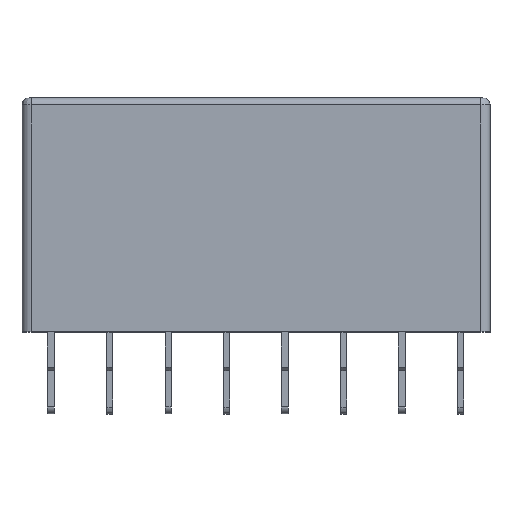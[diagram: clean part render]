
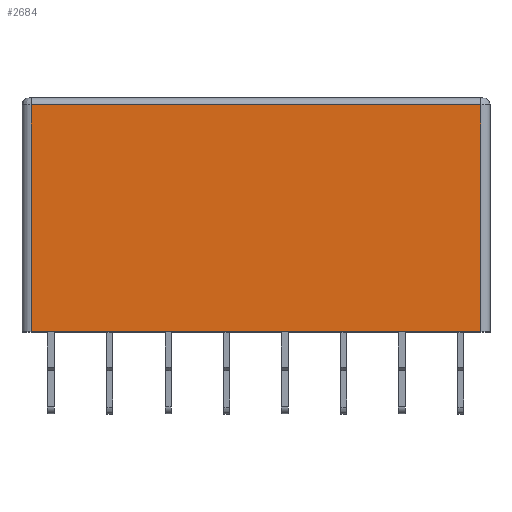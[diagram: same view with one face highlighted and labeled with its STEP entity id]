
A CAD part, top view. The second image highlights one B-rep face of the part: STEP entity #2684.
In plain terms, the highlighted planar face has unit normal (0, 0, 1).
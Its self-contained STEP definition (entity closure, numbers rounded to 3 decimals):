
#922=DIRECTION('',(-1.,0.,0.));
#923=VECTOR('',#922,19.2);
#924=CARTESIAN_POINT('',(9.6,4.7,4.5));
#925=LINE('',#924,#923);
#926=DIRECTION('',(0.,1.,0.));
#927=VECTOR('',#926,9.7);
#928=CARTESIAN_POINT('',(9.6,-5.,4.5));
#929=LINE('',#928,#927);
#930=DIRECTION('',(1.,0.,0.));
#931=VECTOR('',#930,19.2);
#932=CARTESIAN_POINT('',(-9.6,-5.,4.5));
#933=LINE('',#932,#931);
#934=DIRECTION('',(0.,-1.,0.));
#935=VECTOR('',#934,9.7);
#936=CARTESIAN_POINT('',(-9.6,4.7,4.5));
#937=LINE('',#936,#935);
#1165=CARTESIAN_POINT('',(-9.6,-5.,4.5));
#1167=VERTEX_POINT('',#1165);
#1170=CARTESIAN_POINT('',(9.6,-5.,4.5));
#1172=VERTEX_POINT('',#1170);
#1249=CARTESIAN_POINT('',(9.6,4.7,4.5));
#1250=VERTEX_POINT('',#1249);
#1253=CARTESIAN_POINT('',(-9.6,4.7,4.5));
#1254=VERTEX_POINT('',#1253);
#2672=CARTESIAN_POINT('',(0.,0.,4.5));
#2673=DIRECTION('',(0.,0.,1.));
#2674=DIRECTION('',(1.,0.,0.));
#2675=AXIS2_PLACEMENT_3D('',#2672,#2673,#2674);
#2676=PLANE('',#2675);
#2677=ORIENTED_EDGE('',*,*,#2663,.F.);
#2678=ORIENTED_EDGE('',*,*,#2628,.F.);
#2679=ORIENTED_EDGE('',*,*,#1352,.F.);
#2681=ORIENTED_EDGE('',*,*,#2680,.F.);
#2682=EDGE_LOOP('',(#2677,#2678,#2679,#2681));
#2683=FACE_OUTER_BOUND('',#2682,.F.);
#1352=EDGE_CURVE('',#1167,#1172,#933,.T.);
#2628=EDGE_CURVE('',#1172,#1250,#929,.T.);
#2663=EDGE_CURVE('',#1250,#1254,#925,.T.);
#2680=EDGE_CURVE('',#1254,#1167,#937,.T.);
#2684=ADVANCED_FACE('',(#2683),#2676,.T.);
